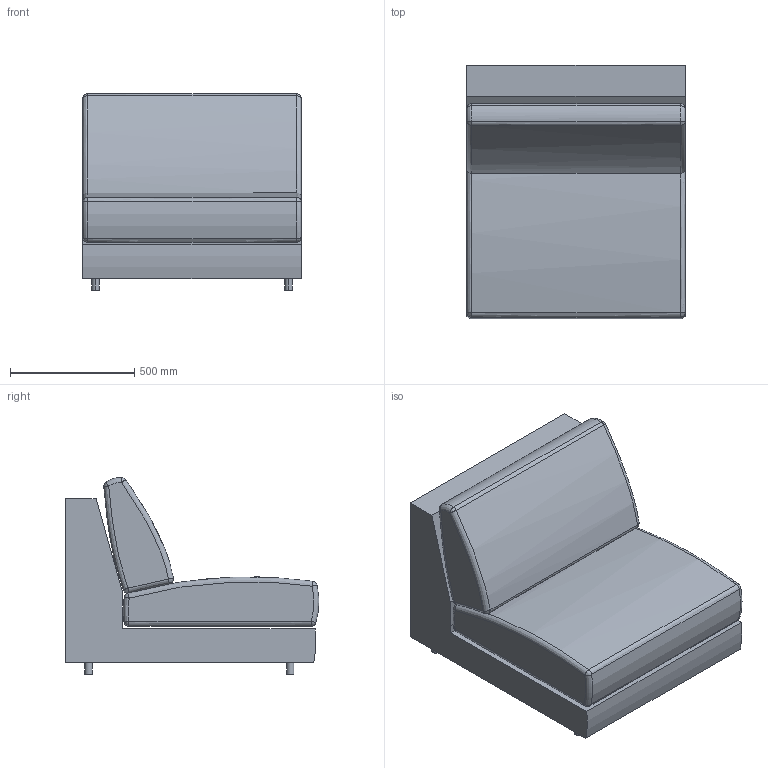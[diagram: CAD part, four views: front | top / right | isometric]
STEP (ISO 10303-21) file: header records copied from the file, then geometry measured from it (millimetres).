
FILE_DESCRIPTION(/* description */ (''),/* implementation_level */ '2;1');
FILE_NAME(/* name */ '800 Fashion poltrona 88 SB',/* time_stamp */ '2013-11-14T14:41:53+01:00',/* author */ (''),/* organization */ (''),/* preprocessor_version */ 'ST-DEVELOPER v10',/* originating_system */ '',/* authorisation */ '');
FILE_SCHEMA (('CONFIG_CONTROL_DESIGN'));
Length unit declared in the file: millimetre
Products named in the file (1): 1
Bounding box: 880 x 1020.59 x 791.56 mm (x, y, z)
Volume: 194183467.6 mm3; surface area: 6409157.4 mm2
Topology: 6 solids, 7 shells, 78 faces, 145 edges, 80 vertices
Faces by surface type: bspline 78
Entity records: 2751 total; most frequent: CARTESIAN_POINT 1841, ORIENTED_EDGE 288, EDGE_CURVE 145, VERTEX_POINT 81, ADVANCED_FACE 78, FACE_OUTER_BOUND 78, EDGE_LOOP 78, B_SPLINE_CURVE_WITH_KNOTS 31
